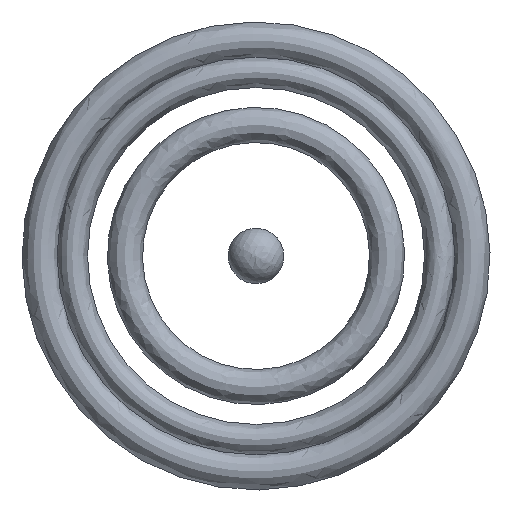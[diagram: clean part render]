
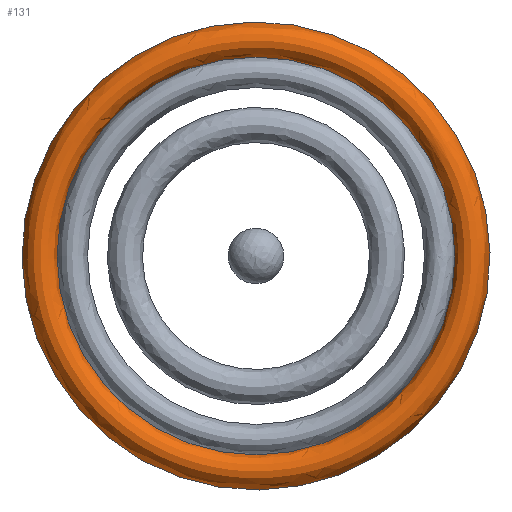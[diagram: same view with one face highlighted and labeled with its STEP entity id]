
A CAD part, left-side view. The second image highlights one B-rep face of the part: STEP entity #131.
In plain terms, the highlighted free-form (B-spline) face has degree [2, 2] with [5, 9] control points.
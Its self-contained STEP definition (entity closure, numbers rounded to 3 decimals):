
#27=CIRCLE('',#195,8.4);
#28=CIRCLE('',#196,10.);
#42=ORIENTED_EDGE('',*,*,#72,.T.);
#43=ORIENTED_EDGE('',*,*,#73,.F.);
#44=ORIENTED_EDGE('',*,*,#72,.F.);
#45=ORIENTED_EDGE('',*,*,#74,.T.);
#72=EDGE_CURVE('',#87,#88,#97,.T.);
#73=EDGE_CURVE('',#88,#88,#27,.T.);
#74=EDGE_CURVE('',#87,#87,#28,.T.);
#87=VERTEX_POINT('',#392);
#88=VERTEX_POINT('',#393);
#97=ELLIPSE('',#194,1.,0.8);
#105=EDGE_LOOP('',(#42,#43,#44,#45));
#114=FACE_BOUND('',#105,.T.);
#123=(
BOUNDED_SURFACE()
B_SPLINE_SURFACE(2,2,((#346,#347,#348,#349,#350,#351,#352,#353,#354),(#355,
#356,#357,#358,#359,#360,#361,#362,#363),(#364,#365,#366,#367,#368,#369,
#370,#371,#372),(#373,#374,#375,#376,#377,#378,#379,#380,#381),(#382,#383,
#384,#385,#386,#387,#388,#389,#390)),.SURF_OF_REVOLUTION.,.F.,.T.,.F.)
B_SPLINE_SURFACE_WITH_KNOTS((3,2,3),(3,2,2,2,3),(1.571,3.142,
4.712),(0.,1.571,3.142,4.712,
6.283),.PIECEWISE_BEZIER_KNOTS.)
GEOMETRIC_REPRESENTATION_ITEM()
RATIONAL_B_SPLINE_SURFACE(((1.,0.707,1.,0.707,1.,
0.707,1.,0.707,1.),(0.707,0.5,
0.707,0.5,0.707,0.5,
0.707,0.5,0.707),(1.,0.707,
1.,0.707,1.,0.707,1.,0.707,1.),(0.707,
0.5,0.707,0.5,0.707,
0.5,0.707,0.5,0.707),
(1.,0.707,1.,0.707,1.,0.707,1.,0.707,
1.)))
REPRESENTATION_ITEM('')
SURFACE()
);
#131=ADVANCED_FACE('',(#114),#123,.T.);
#194=AXIS2_PLACEMENT_3D('',#391,#219,#220);
#195=AXIS2_PLACEMENT_3D('',#394,#221,#222);
#196=AXIS2_PLACEMENT_3D('',#395,#223,#224);
#219=DIRECTION('',(0.,-0.512,-0.859));
#220=DIRECTION('',(1.,0.,0.));
#221=DIRECTION('',(-1.,0.,0.));
#222=DIRECTION('',(0.,-0.859,0.512));
#223=DIRECTION('',(-1.,0.,0.));
#224=DIRECTION('',(0.,-0.859,0.512));
#346=CARTESIAN_POINT('',(-25.5,-7.213,4.305));
#347=CARTESIAN_POINT('',(-25.5,-2.909,11.518));
#348=CARTESIAN_POINT('',(-25.5,4.304,7.214));
#349=CARTESIAN_POINT('',(-25.5,11.517,2.91));
#350=CARTESIAN_POINT('',(-25.5,7.213,-4.303));
#351=CARTESIAN_POINT('',(-25.5,2.909,-11.516));
#352=CARTESIAN_POINT('',(-25.5,-4.304,-7.212));
#353=CARTESIAN_POINT('',(-25.5,-11.517,-2.908));
#354=CARTESIAN_POINT('',(-25.5,-7.213,4.305));
#355=CARTESIAN_POINT('',(-26.5,-7.213,4.305));
#356=CARTESIAN_POINT('',(-26.5,-2.909,11.518));
#357=CARTESIAN_POINT('',(-26.5,4.304,7.214));
#358=CARTESIAN_POINT('',(-26.5,11.517,2.91));
#359=CARTESIAN_POINT('',(-26.5,7.213,-4.303));
#360=CARTESIAN_POINT('',(-26.5,2.909,-11.516));
#361=CARTESIAN_POINT('',(-26.5,-4.304,-7.212));
#362=CARTESIAN_POINT('',(-26.5,-11.517,-2.908));
#363=CARTESIAN_POINT('',(-26.5,-7.213,4.305));
#364=CARTESIAN_POINT('',(-26.5,-7.9,4.715));
#365=CARTESIAN_POINT('',(-26.5,-3.186,12.615));
#366=CARTESIAN_POINT('',(-26.5,4.714,7.901));
#367=CARTESIAN_POINT('',(-26.5,12.614,3.187));
#368=CARTESIAN_POINT('',(-26.5,7.9,-4.713));
#369=CARTESIAN_POINT('',(-26.5,3.186,-12.613));
#370=CARTESIAN_POINT('',(-26.5,-4.714,-7.899));
#371=CARTESIAN_POINT('',(-26.5,-12.614,-3.185));
#372=CARTESIAN_POINT('',(-26.5,-7.9,4.715));
#373=CARTESIAN_POINT('',(-26.5,-8.587,5.125));
#374=CARTESIAN_POINT('',(-26.5,-3.463,13.712));
#375=CARTESIAN_POINT('',(-26.5,5.124,8.588));
#376=CARTESIAN_POINT('',(-26.5,13.711,3.464));
#377=CARTESIAN_POINT('',(-26.5,8.587,-5.123));
#378=CARTESIAN_POINT('',(-26.5,3.463,-13.71));
#379=CARTESIAN_POINT('',(-26.5,-5.124,-8.586));
#380=CARTESIAN_POINT('',(-26.5,-13.711,-3.462));
#381=CARTESIAN_POINT('',(-26.5,-8.587,5.125));
#382=CARTESIAN_POINT('',(-25.5,-8.587,5.125));
#383=CARTESIAN_POINT('',(-25.5,-3.463,13.712));
#384=CARTESIAN_POINT('',(-25.5,5.124,8.588));
#385=CARTESIAN_POINT('',(-25.5,13.711,3.464));
#386=CARTESIAN_POINT('',(-25.5,8.587,-5.123));
#387=CARTESIAN_POINT('',(-25.5,3.463,-13.71));
#388=CARTESIAN_POINT('',(-25.5,-5.124,-8.586));
#389=CARTESIAN_POINT('',(-25.5,-13.711,-3.462));
#390=CARTESIAN_POINT('',(-25.5,-8.587,5.125));
#391=CARTESIAN_POINT('',(-25.5,-7.9,4.715));
#392=CARTESIAN_POINT('',(-25.5,-8.587,5.125));
#393=CARTESIAN_POINT('',(-25.5,-7.213,4.305));
#394=CARTESIAN_POINT('',(-25.5,0.,0.001));
#395=CARTESIAN_POINT('',(-25.5,0.,0.001));
